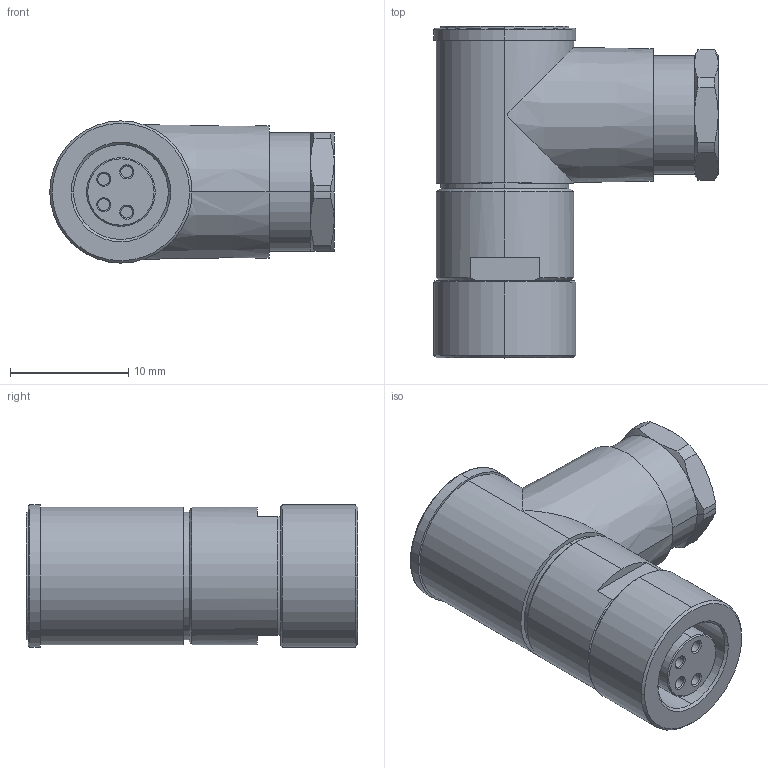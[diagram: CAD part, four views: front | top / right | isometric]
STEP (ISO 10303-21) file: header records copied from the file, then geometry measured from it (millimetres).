
FILE_DESCRIPTION(('SolidDesigner STEP Export'),'2;1');
FILE_NAME('1513444.stp','2012-02-06T13:18:48',(''),(''),'CoCreate Modeling STEP processor for AP214 (Solid Model)','CoCreate Modeling 16.00A 16-Aug-2008 (C) Parametric Technology GmbH','');
FILE_SCHEMA(('AUTOMOTIVE_DESIGN { 1 0 10303 214 1 1 1 1 }'));
Length unit declared in the file: millimetre
Products named in the file (1): 1513444
Bounding box: 24 x 28 x 12 mm (x, y, z)
Volume: 3865.6 mm3; surface area: 2183.8 mm2
Topology: 1 solids, 1 shells, 104 faces, 236 edges, 148 vertices
Faces by surface type: cone 40, cylinder 36, plane 26, torus 2
Entity records: 2576 total; most frequent: CARTESIAN_POINT 553, ORIENTED_EDGE 472, DIRECTION 362, EDGE_CURVE 236, VERTEX_POINT 148, AXIS2_PLACEMENT_3D 143, EDGE_LOOP 118, FACE_OUTER_BOUND 104
